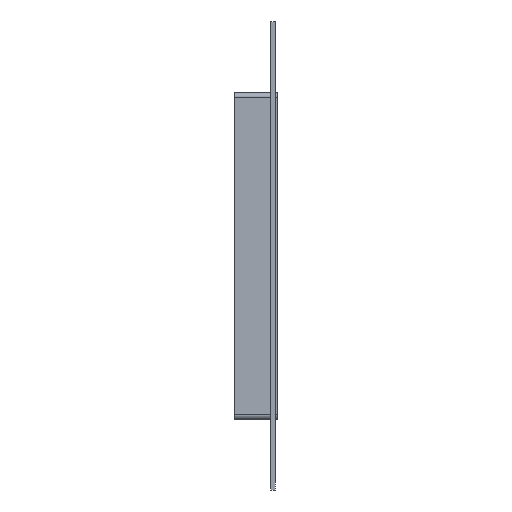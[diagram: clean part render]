
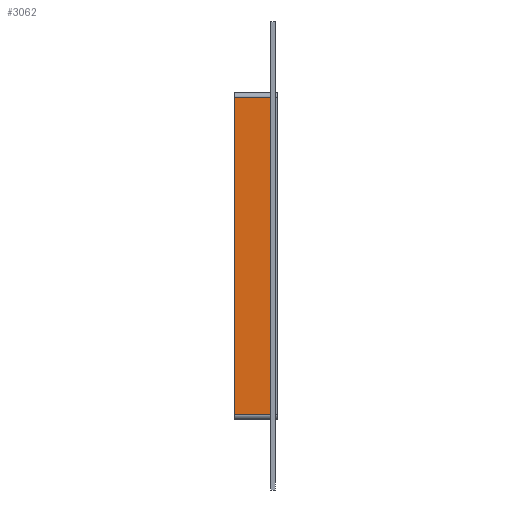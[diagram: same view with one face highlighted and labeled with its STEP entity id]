
A CAD part, left-side view. The second image highlights one B-rep face of the part: STEP entity #3062.
In plain terms, the highlighted planar face has unit normal (-1, 0, 0).
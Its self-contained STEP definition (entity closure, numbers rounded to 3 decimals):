
#1813=CARTESIAN_POINT('',(-392.5,57.0,-224.0));
#1814=VERTEX_POINT('',#1813);
#1822=CARTESIAN_POINT('',(-392.5,57.0,224.));
#1823=VERTEX_POINT('',#1822);
#1824=CARTESIAN_POINT('',(-392.5,57.0,-224.0));
#1825=DIRECTION('',(0.0,0.0,1.0));
#1826=VECTOR('',#1825,448.);
#1827=LINE('',#1824,#1826);
#1828=EDGE_CURVE('',#1814,#1823,#1827,.T.);
#2501=CARTESIAN_POINT('',(-392.5,6.,-224.0));
#2502=VERTEX_POINT('',#2501);
#2552=CARTESIAN_POINT('',(-392.5,6.,224.));
#2553=VERTEX_POINT('',#2552);
#2561=CARTESIAN_POINT('',(-392.5,6.,-224.0));
#2562=DIRECTION('',(0.0,0.0,1.0));
#2563=VECTOR('',#2562,448.);
#2564=LINE('',#2561,#2563);
#2565=EDGE_CURVE('',#2502,#2553,#2564,.T.);
#3035=CARTESIAN_POINT('',(-392.5,6.,-224.0));
#3036=DIRECTION('',(0.0,1.0,0.0));
#3037=VECTOR('',#3036,51.0);
#3038=LINE('',#3035,#3037);
#3039=EDGE_CURVE('',#2502,#1814,#3038,.T.);
#3046=CARTESIAN_POINT('',(-392.5,0.0,-230.0));
#3047=DIRECTION('',(-1.0,0.0,0.0));
#3048=DIRECTION('',(0.0,0.0,1.0));
#3049=AXIS2_PLACEMENT_3D('',#3046,#3047,#3048);
#3050=PLANE('',#3049);
#3051=ORIENTED_EDGE('',*,*,#2565,.T.);
#3052=CARTESIAN_POINT('',(-392.5,57.0,224.));
#3053=DIRECTION('',(0.0,-1.0,0.0));
#3054=VECTOR('',#3053,51.0);
#3055=LINE('',#3052,#3054);
#3056=EDGE_CURVE('',#1823,#2553,#3055,.T.);
#3057=ORIENTED_EDGE('',*,*,#3056,.F.);
#3058=ORIENTED_EDGE('',*,*,#1828,.F.);
#3059=ORIENTED_EDGE('',*,*,#3039,.F.);
#3060=EDGE_LOOP('',(#3051,#3057,#3058,#3059));
#3061=FACE_OUTER_BOUND('',#3060,.T.);
#3062=ADVANCED_FACE('',(#3061),#3050,.T.);
